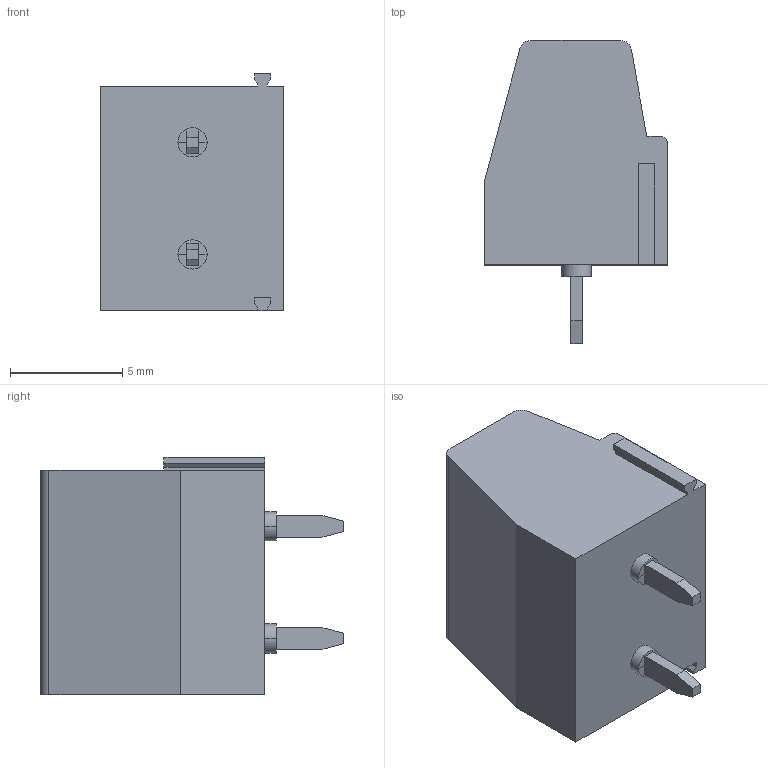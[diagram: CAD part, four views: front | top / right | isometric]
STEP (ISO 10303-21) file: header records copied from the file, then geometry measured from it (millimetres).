
FILE_DESCRIPTION(('SolidDesigner STEP Export'),'1');
FILE_NAME('mkdsn_1.5-2.stp','2000-06-15T13:35:20',(''),(''), 'SolidDesigner STEP processor Version: 7.0(Mar 1999)for AP214(CD)(Solid Model)', 'CoCreate SolidDesigner: 07.50 21-Dec-99(C) CoCreate Software GmbH','');
FILE_SCHEMA(('AUTOMOTIVE_DESIGN_CC2 {1 2 10303 214 -1 1 5 1}'));
Length unit declared in the file: millimetre
Products named in the file (2): mkdsn_1.5-2
Assembly tree (1 placements, depth 2):
  mkdsn_1.5-2
    mkdsn_1.5-2
Bounding box: 8.15 x 13.5 x 10.57 mm (x, y, z)
Volume: 645.8 mm3; surface area: 645.5 mm2
Topology: 1 solids, 1 shells, 157 faces, 393 edges, 250 vertices
Faces by surface type: plane 118, cylinder 39
Entity records: 5593 total; most frequent: ORIENTED_EDGE 786, CARTESIAN_POINT 729, DIRECTION 683, EDGE_CURVE 393, VECTOR 275, LINE 275, VERTEX_POINT 250, AXIS2_PLACEMENT_3D 204
